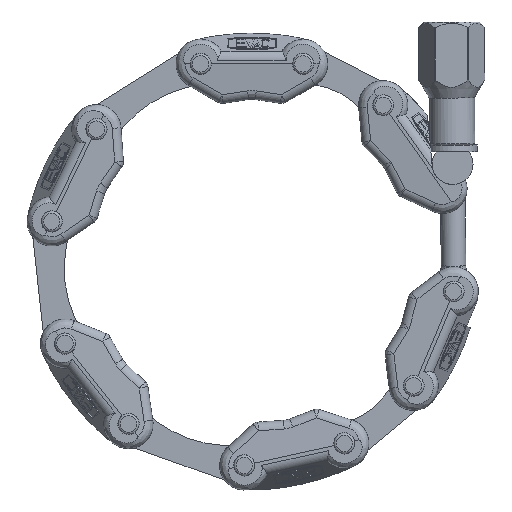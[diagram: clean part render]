
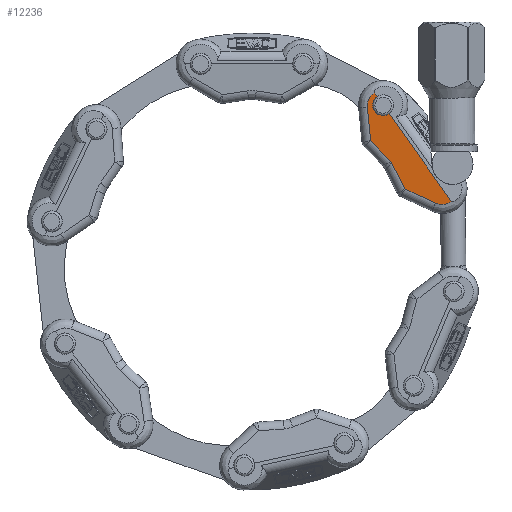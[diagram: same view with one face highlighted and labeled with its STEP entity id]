
A CAD part, left-side view. The second image highlights one B-rep face of the part: STEP entity #12236.
In plain terms, the highlighted face is planar.
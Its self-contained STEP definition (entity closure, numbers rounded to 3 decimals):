
#595=PLANE('',#13335);
#1008=ELLIPSE('',#13336,2.56,2.55);
#1009=ELLIPSE('',#13337,3.714,3.7);
#1010=ELLIPSE('',#13338,3.714,3.7);
#3874=ORIENTED_EDGE('',*,*,#6211,.F.);
#3875=ORIENTED_EDGE('',*,*,#6182,.F.);
#3876=ORIENTED_EDGE('',*,*,#6212,.T.);
#3877=ORIENTED_EDGE('',*,*,#6213,.T.);
#3878=ORIENTED_EDGE('',*,*,#6214,.T.);
#3879=ORIENTED_EDGE('',*,*,#6215,.T.);
#3880=ORIENTED_EDGE('',*,*,#6216,.T.);
#3881=ORIENTED_EDGE('',*,*,#6217,.T.);
#3882=ORIENTED_EDGE('',*,*,#6184,.F.);
#6182=EDGE_CURVE('',#7504,#7505,#8670,.T.);
#6184=EDGE_CURVE('',#7506,#7507,#8671,.T.);
#6211=EDGE_CURVE('',#7505,#7506,#1008,.T.);
#6212=EDGE_CURVE('',#7504,#7526,#1009,.T.);
#6213=EDGE_CURVE('',#7526,#7527,#8691,.F.);
#6214=EDGE_CURVE('',#7527,#7528,#8692,.F.);
#6215=EDGE_CURVE('',#7528,#7529,#8693,.F.);
#6216=EDGE_CURVE('',#7529,#7530,#8694,.F.);
#6217=EDGE_CURVE('',#7530,#7507,#1010,.T.);
#7504=VERTEX_POINT('',#21092);
#7505=VERTEX_POINT('',#21094);
#7506=VERTEX_POINT('',#21096);
#7507=VERTEX_POINT('',#21098);
#7526=VERTEX_POINT('',#21193);
#7527=VERTEX_POINT('',#21195);
#7528=VERTEX_POINT('',#21197);
#7529=VERTEX_POINT('',#21199);
#7530=VERTEX_POINT('',#21201);
#8670=LINE('',#21093,#9793);
#8671=LINE('',#21097,#9794);
#8691=LINE('',#21194,#9814);
#8692=LINE('',#21196,#9815);
#8693=LINE('',#21198,#9816);
#8694=LINE('',#21200,#9817);
#9793=VECTOR('',#16104,1000.);
#9794=VECTOR('',#16107,1000.);
#9814=VECTOR('',#16145,1000.);
#9815=VECTOR('',#16146,1000.);
#9816=VECTOR('',#16147,1000.);
#9817=VECTOR('',#16148,1000.);
#10539=EDGE_LOOP('',(#3874,#3875,#3876,#3877,#3878,#3879,#3880,#3881,#3882));
#11328=FACE_BOUND('',#10539,.T.);
#12236=ADVANCED_FACE('',(#11328),#595,.T.);
#13335=AXIS2_PLACEMENT_3D('',#21190,#16139,#16140);
#13336=AXIS2_PLACEMENT_3D('',#21191,#16141,#16142);
#13337=AXIS2_PLACEMENT_3D('',#21192,#16143,#16144);
#13338=AXIS2_PLACEMENT_3D('',#21202,#16149,#16150);
#16104=DIRECTION('',(-1.,0.,0.));
#16107=DIRECTION('',(-1.,0.,0.));
#16139=DIRECTION('',(0.,0.996,-0.087));
#16140=DIRECTION('',(0.,0.087,0.996));
#16141=DIRECTION('',(0.,0.996,-0.087));
#16142=DIRECTION('',(0.,0.087,0.996));
#16143=DIRECTION('',(0.,0.996,-0.087));
#16144=DIRECTION('',(0.,0.087,0.996));
#16145=DIRECTION('',(0.865,0.044,0.5));
#16146=DIRECTION('',(0.989,-0.013,-0.148));
#16147=DIRECTION('',(0.989,0.013,0.148));
#16148=DIRECTION('',(0.865,-0.044,-0.5));
#16149=DIRECTION('',(0.,0.996,-0.087));
#16150=DIRECTION('',(0.,0.087,0.996));
#21092=CARTESIAN_POINT('',(16.195,10.15,-0.005));
#21093=CARTESIAN_POINT('',(62.701,10.15,-0.005));
#21094=CARTESIAN_POINT('',(15.05,10.15,-0.005));
#21096=CARTESIAN_POINT('',(9.95,10.15,-0.005));
#21097=CARTESIAN_POINT('',(62.701,10.15,-0.005));
#21098=CARTESIAN_POINT('',(-16.195,10.15,-0.005));
#21190=CARTESIAN_POINT('',(62.701,10.15,-0.005));
#21191=CARTESIAN_POINT('',(12.5,10.15,0.));
#21192=CARTESIAN_POINT('',(12.5,10.133,-0.2));
#21193=CARTESIAN_POINT('',(14.35,9.853,-3.405));
#21194=CARTESIAN_POINT('',(52.025,11.756,18.347));
#21195=CARTESIAN_POINT('',(7.217,9.492,-7.523));
#21196=CARTESIAN_POINT('',(60.373,8.797,-15.467));
#21197=CARTESIAN_POINT('',(0.,9.587,-6.445));
#21198=CARTESIAN_POINT('',(62.27,10.401,2.862));
#21199=CARTESIAN_POINT('',(-7.217,9.492,-7.523));
#21200=CARTESIAN_POINT('',(41.848,7.014,-35.85));
#21201=CARTESIAN_POINT('',(-14.35,9.853,-3.405));
#21202=CARTESIAN_POINT('',(-12.5,10.133,-0.2));
